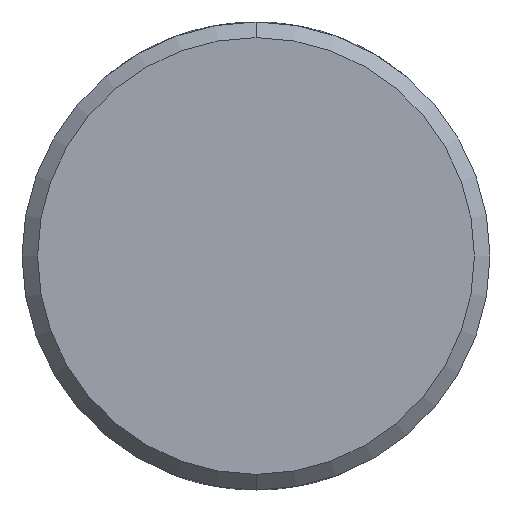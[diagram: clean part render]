
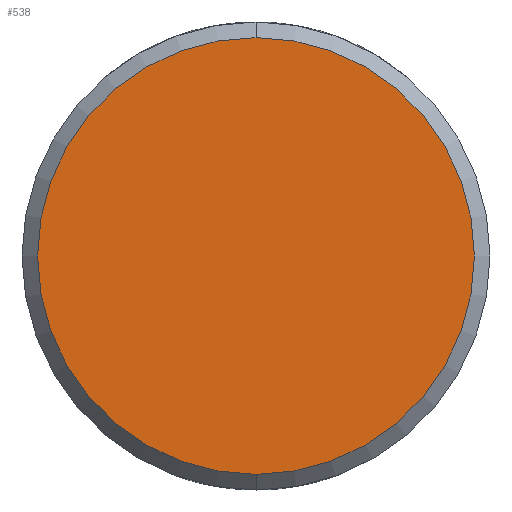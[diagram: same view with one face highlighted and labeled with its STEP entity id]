
A CAD part, front view. The second image highlights one B-rep face of the part: STEP entity #538.
In plain terms, the highlighted planar face has unit normal (0, -1, 0).
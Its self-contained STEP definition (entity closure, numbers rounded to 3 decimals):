
#56 = VERTEX_POINT ( 'NONE', #236 ) ;
#57 = VERTEX_POINT ( 'NONE', #237 ) ;
#236 = CARTESIAN_POINT ( 'NONE',  ( 0., 0., -7. ) ) ;
#237 = CARTESIAN_POINT ( 'NONE',  ( 0., 0., 7. ) ) ;
#308 = FACE_OUTER_BOUND ( 'NONE', #548, .T. ) ;
#327 = AXIS2_PLACEMENT_3D ( 'NONE', #359, #358, #357 ) ;
#329 = PLANE ( 'NONE',  #327 ) ;
#330 = CIRCLE ( 'NONE', #353, 7. ) ;
#350 = DIRECTION ( 'NONE',  ( 0., 0., 1. ) ) ;
#351 = DIRECTION ( 'NONE',  ( 0., -1., 0. ) ) ;
#352 = CARTESIAN_POINT ( 'NONE',  ( 0., 0., 0. ) ) ;
#353 = AXIS2_PLACEMENT_3D ( 'NONE', #352, #351, #350 ) ;
#357 = DIRECTION ( 'NONE',  ( 0., 0., 1. ) ) ;
#358 = DIRECTION ( 'NONE',  ( 0., 1., 0. ) ) ;
#359 = CARTESIAN_POINT ( 'NONE',  ( 0., 0., 0. ) ) ;
#367 = CARTESIAN_POINT ( 'NONE',  ( 0., 0., 0. ) ) ;
#404 = CIRCLE ( 'NONE', #441, 7. ) ;
#439 = DIRECTION ( 'NONE',  ( 0., 0., 1. ) ) ;
#440 = DIRECTION ( 'NONE',  ( 0., -1., 0. ) ) ;
#441 = AXIS2_PLACEMENT_3D ( 'NONE', #367, #440, #439 ) ;
#538 = ADVANCED_FACE ( 'NONE', ( #308 ), #329, .F. ) ;
#541 = EDGE_CURVE ( 'NONE', #57, #56, #330, .T. ) ;
#543 = ORIENTED_EDGE ( 'NONE', *, *, #587, .T. ) ;
#548 = EDGE_LOOP ( 'NONE', ( #554, #543 ) ) ;
#554 = ORIENTED_EDGE ( 'NONE', *, *, #541, .T. ) ;
#587 = EDGE_CURVE ( 'NONE', #56, #57, #404, .T. ) ;
